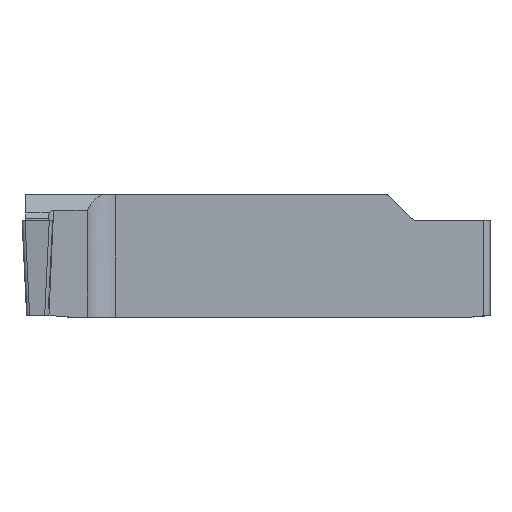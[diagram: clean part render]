
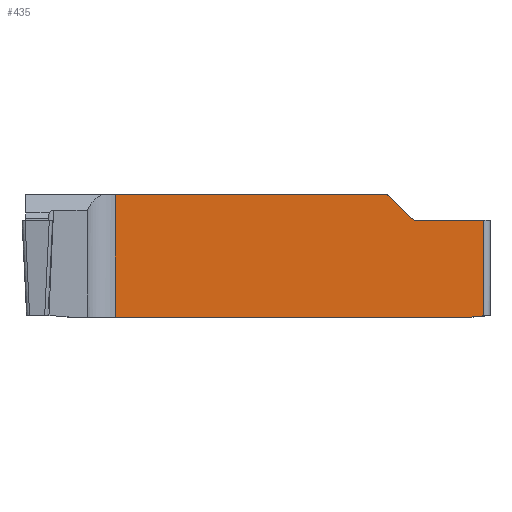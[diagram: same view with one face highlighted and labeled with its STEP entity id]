
A CAD part, left-side view. The second image highlights one B-rep face of the part: STEP entity #435.
In plain terms, the highlighted planar face has unit normal (-1, 0, 0).
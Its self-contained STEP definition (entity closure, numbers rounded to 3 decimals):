
#214=CIRCLE('',#3445,0.5);
#215=CIRCLE('',#3446,0.3);
#306=B_SPLINE_CURVE_WITH_KNOTS('',3,(#4942,#4943,#4944,#4945),
 .UNSPECIFIED.,.F.,.F.,(4,4),(0.,1.),.UNSPECIFIED.);
#435=ADVANCED_FACE('',(#683),#612,.F.);
#612=PLANE('',#3447);
#683=FACE_OUTER_BOUND('',#884,.T.);
#884=EDGE_LOOP('',(#1312,#1313,#1314,#1315,#1316,#1317,#1318,#1319,#1320));
#1312=ORIENTED_EDGE('',*,*,#2537,.F.);
#1313=ORIENTED_EDGE('',*,*,#2538,.T.);
#1314=ORIENTED_EDGE('',*,*,#2508,.F.);
#1315=ORIENTED_EDGE('',*,*,#2539,.T.);
#1316=ORIENTED_EDGE('',*,*,#2540,.T.);
#1317=ORIENTED_EDGE('',*,*,#2541,.T.);
#1318=ORIENTED_EDGE('',*,*,#2542,.F.);
#1319=ORIENTED_EDGE('',*,*,#2435,.F.);
#1320=ORIENTED_EDGE('',*,*,#2504,.T.);
#2132=VERTEX_POINT('',#4616);
#2133=VERTEX_POINT('',#4618);
#2178=VERTEX_POINT('',#4849);
#2182=VERTEX_POINT('',#4858);
#2183=VERTEX_POINT('',#4860);
#2207=VERTEX_POINT('',#4941);
#2208=VERTEX_POINT('',#4947);
#2209=VERTEX_POINT('',#4949);
#2210=VERTEX_POINT('',#4951);
#2435=EDGE_CURVE('',#2132,#2133,#2896,.T.);
#2504=EDGE_CURVE('',#2132,#2178,#2931,.T.);
#2508=EDGE_CURVE('',#2182,#2183,#2933,.T.);
#2537=EDGE_CURVE('',#2207,#2178,#2946,.T.);
#2538=EDGE_CURVE('',#2207,#2183,#306,.T.);
#2539=EDGE_CURVE('',#2182,#2208,#2947,.T.);
#2540=EDGE_CURVE('',#2208,#2209,#214,.T.);
#2541=EDGE_CURVE('',#2209,#2210,#2948,.T.);
#2542=EDGE_CURVE('',#2133,#2210,#215,.T.);
#2896=LINE('',#4617,#3105);
#2931=LINE('',#4850,#3140);
#2933=LINE('',#4859,#3142);
#2946=LINE('',#4940,#3155);
#2947=LINE('',#4946,#3156);
#2948=LINE('',#4950,#3157);
#3105=VECTOR('',#3753,1.);
#3140=VECTOR('',#3880,1.);
#3142=VECTOR('',#3888,1.);
#3155=VECTOR('',#3933,1.);
#3156=VECTOR('',#3934,1.);
#3157=VECTOR('',#3937,1.);
#3445=AXIS2_PLACEMENT_3D('',#4948,#3935,#3936);
#3446=AXIS2_PLACEMENT_3D('',#4952,#3938,#3939);
#3447=AXIS2_PLACEMENT_3D('',#4953,#3940,#3941);
#3753=DIRECTION('',(0.,-1.,0.));
#3880=DIRECTION('',(0.,0.,-1.));
#3888=DIRECTION('',(0.,0.,-1.));
#3933=DIRECTION('',(0.,1.,0.));
#3934=DIRECTION('',(0.,1.,0.));
#3935=DIRECTION('',(1.,0.,0.));
#3936=DIRECTION('',(0.,0.,-1.));
#3937=DIRECTION('',(0.,0.707,0.707));
#3938=DIRECTION('',(1.,0.,0.));
#3939=DIRECTION('',(0.,0.,-1.));
#3940=DIRECTION('',(1.,0.,0.));
#3941=DIRECTION('',(0.,0.,-1.));
#4616=CARTESIAN_POINT('',(-3.3,10.25,1.689));
#4617=CARTESIAN_POINT('',(-3.3,14.925,1.689));
#4618=CARTESIAN_POINT('',(-3.3,-7.626,1.689));
#4849=CARTESIAN_POINT('',(-3.3,10.25,-6.389));
#4850=CARTESIAN_POINT('',(-3.3,10.25,10.));
#4858=CARTESIAN_POINT('',(-3.3,-14.1,0.));
#4859=CARTESIAN_POINT('',(-3.3,-14.1,10.));
#4860=CARTESIAN_POINT('',(-3.3,-14.1,-6.304));
#4940=CARTESIAN_POINT('',(-3.3,14.925,-6.389));
#4941=CARTESIAN_POINT('',(-3.3,-13.15,-6.389));
#4942=CARTESIAN_POINT('',(-3.3,-13.15,-6.389));
#4943=CARTESIAN_POINT('',(-3.3,-13.569,-6.389));
#4944=CARTESIAN_POINT('',(-3.3,-13.981,-6.289));
#4945=CARTESIAN_POINT('',(-3.3,-14.4,-6.289));
#4946=CARTESIAN_POINT('',(-3.3,14.925,0.));
#4947=CARTESIAN_POINT('',(-3.3,-9.647,0.));
#4948=CARTESIAN_POINT('',(-3.3,-9.647,0.5));
#4949=CARTESIAN_POINT('',(-3.3,-9.293,0.146));
#4950=CARTESIAN_POINT('',(-3.3,7.743,17.182));
#4951=CARTESIAN_POINT('',(-3.3,-7.838,1.602));
#4952=CARTESIAN_POINT('',(-3.3,-7.626,1.389));
#4953=CARTESIAN_POINT('',(-3.3,14.925,10.));
